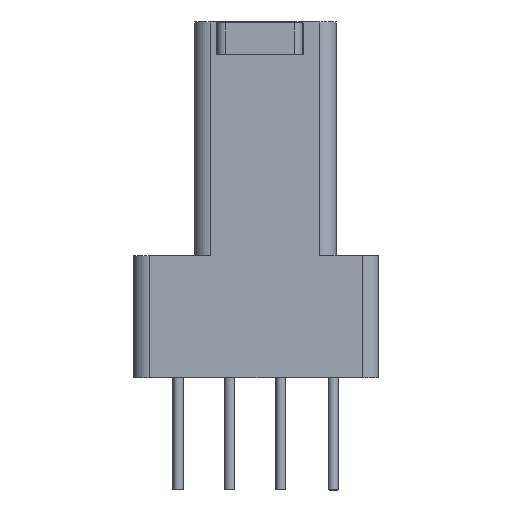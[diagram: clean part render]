
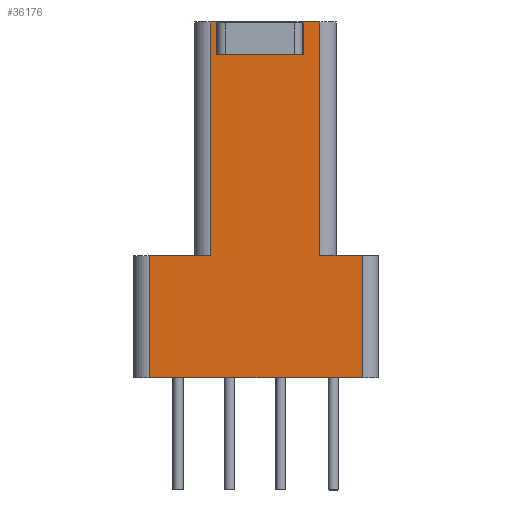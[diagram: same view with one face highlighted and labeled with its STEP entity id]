
A CAD part, left-side view. The second image highlights one B-rep face of the part: STEP entity #36176.
In plain terms, the highlighted planar face has unit normal (-1, 0, 0).
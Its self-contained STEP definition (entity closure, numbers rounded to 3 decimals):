
#15 = EDGE_CURVE ( 'NONE', #25477, #18128, #15545, .T. ) ;
#3538 = CARTESIAN_POINT ( 'NONE',  ( -9.26, 1.74, 5.74 ) ) ;
#3939 = DIRECTION ( 'NONE',  ( 0., 0., -1. ) ) ;
#4110 = CARTESIAN_POINT ( 'NONE',  ( -9.26, 2.84, -3. ) ) ;
#6950 = VERTEX_POINT ( 'NONE', #30464 ) ;
#7258 = EDGE_CURVE ( 'NONE', #17512, #25477, #15325, .T. ) ;
#7349 = VECTOR ( 'NONE', #33848, 1000. ) ;
#7733 = DIRECTION ( 'NONE',  ( 0., 1., 0. ) ) ;
#7777 = DIRECTION ( 'NONE',  ( 0., -1., 0. ) ) ;
#8577 = EDGE_CURVE ( 'NONE', #23405, #6950, #42127, .T. ) ;
#9166 = CARTESIAN_POINT ( 'NONE',  ( -9.26, 1.34, 5.74 ) ) ;
#9388 = ORIENTED_EDGE ( 'NONE', *, *, #23877, .T. ) ;
#9657 = DIRECTION ( 'NONE',  ( 0., 0., -1. ) ) ;
#10124 = EDGE_CURVE ( 'NONE', #17512, #19918, #17571, .T. ) ;
#10803 = CARTESIAN_POINT ( 'NONE',  ( -9.26, -0.93, 4.94 ) ) ;
#10933 = VERTEX_POINT ( 'NONE', #4110 ) ;
#11125 = VECTOR ( 'NONE', #9657, 1000. ) ;
#11394 = VECTOR ( 'NONE', #15853, 1000. ) ;
#11686 = CARTESIAN_POINT ( 'NONE',  ( -9.26, 2.84, 0. ) ) ;
#11909 = ORIENTED_EDGE ( 'NONE', *, *, #15, .F. ) ;
#11980 = EDGE_CURVE ( 'NONE', #20735, #19918, #16647, .T. ) ;
#12018 = VECTOR ( 'NONE', #7733, 1000. ) ;
#12115 = CARTESIAN_POINT ( 'NONE',  ( -9.26, -1.34, 5.74 ) ) ;
#12452 = PLANE ( 'NONE',  #26610 ) ;
#13596 = VECTOR ( 'NONE', #49213, 1000. ) ;
#14160 = ORIENTED_EDGE ( 'NONE', *, *, #10124, .T. ) ;
#14581 = LINE ( 'NONE', #3538, #13596 ) ;
#14791 = CARTESIAN_POINT ( 'NONE',  ( -9.26, 2.84, 0. ) ) ;
#14902 = CARTESIAN_POINT ( 'NONE',  ( -9.26, -0.93, 4.94 ) ) ;
#15325 = LINE ( 'NONE', #16744, #28950 ) ;
#15545 = LINE ( 'NONE', #10803, #47402 ) ;
#15853 = DIRECTION ( 'NONE',  ( 0., 0., 1. ) ) ;
#16647 = LINE ( 'NONE', #31957, #48281 ) ;
#16744 = CARTESIAN_POINT ( 'NONE',  ( -9.26, 1.21, 4.94 ) ) ;
#17512 = VERTEX_POINT ( 'NONE', #46817 ) ;
#17571 = LINE ( 'NONE', #25604, #35360 ) ;
#17757 = ORIENTED_EDGE ( 'NONE', *, *, #41941, .T. ) ;
#17992 = CARTESIAN_POINT ( 'NONE',  ( -9.26, -2.38, 0. ) ) ;
#18040 = LINE ( 'NONE', #37357, #7349 ) ;
#18128 = VERTEX_POINT ( 'NONE', #26174 ) ;
#18384 = VERTEX_POINT ( 'NONE', #37634 ) ;
#18587 = DIRECTION ( 'NONE',  ( 0., 0., 1. ) ) ;
#19050 = CARTESIAN_POINT ( 'NONE',  ( -9.26, 1.34, 5.74 ) ) ;
#19831 = ORIENTED_EDGE ( 'NONE', *, *, #7258, .F. ) ;
#19918 = VERTEX_POINT ( 'NONE', #30548 ) ;
#20169 = DIRECTION ( 'NONE',  ( 0., 1., 0. ) ) ;
#20735 = VERTEX_POINT ( 'NONE', #19050 ) ;
#21356 = CARTESIAN_POINT ( 'NONE',  ( -9.26, 2.84, 0. ) ) ;
#22621 = VECTOR ( 'NONE', #39744, 1000. ) ;
#23405 = VERTEX_POINT ( 'NONE', #17992 ) ;
#23672 = LINE ( 'NONE', #24165, #36951 ) ;
#23877 = EDGE_CURVE ( 'NONE', #6950, #41894, #41993, .T. ) ;
#23983 = LINE ( 'NONE', #9166, #11125 ) ;
#24165 = CARTESIAN_POINT ( 'NONE',  ( -9.26, 2.84, -3. ) ) ;
#24967 = LINE ( 'NONE', #48291, #22621 ) ;
#25477 = VERTEX_POINT ( 'NONE', #14902 ) ;
#25604 = CARTESIAN_POINT ( 'NONE',  ( -9.26, 1.21, 4.94 ) ) ;
#26174 = CARTESIAN_POINT ( 'NONE',  ( -9.26, -0.93, 5.74 ) ) ;
#26610 = AXIS2_PLACEMENT_3D ( 'NONE', #27292, #42591, #3939 ) ;
#26847 = VERTEX_POINT ( 'NONE', #28591 ) ;
#27292 = CARTESIAN_POINT ( 'NONE',  ( -9.26, 1.74, 5.74 ) ) ;
#28219 = DIRECTION ( 'NONE',  ( 0., -1., 0. ) ) ;
#28591 = CARTESIAN_POINT ( 'NONE',  ( -9.26, 1.34, 0. ) ) ;
#28950 = VECTOR ( 'NONE', #7777, 1000. ) ;
#29070 = ORIENTED_EDGE ( 'NONE', *, *, #36102, .T. ) ;
#30464 = CARTESIAN_POINT ( 'NONE',  ( -9.26, -1.34, 0. ) ) ;
#30548 = CARTESIAN_POINT ( 'NONE',  ( -9.26, 1.21, 5.74 ) ) ;
#31065 = VERTEX_POINT ( 'NONE', #11686 ) ;
#31201 = ORIENTED_EDGE ( 'NONE', *, *, #39602, .F. ) ;
#31957 = CARTESIAN_POINT ( 'NONE',  ( -9.26, 1.74, 5.74 ) ) ;
#32006 = ORIENTED_EDGE ( 'NONE', *, *, #43251, .F. ) ;
#33145 = ORIENTED_EDGE ( 'NONE', *, *, #11980, .F. ) ;
#33848 = DIRECTION ( 'NONE',  ( 0., 0., 1. ) ) ;
#34189 = EDGE_LOOP ( 'NONE', ( #19831, #14160, #33145, #46434, #17757, #32006, #34911, #29070, #49182, #9388, #31201, #11909 ) ) ;
#34262 = EDGE_CURVE ( 'NONE', #18384, #10933, #23672, .T. ) ;
#34299 = DIRECTION ( 'NONE',  ( 0., 0., 1. ) ) ;
#34911 = ORIENTED_EDGE ( 'NONE', *, *, #34262, .F. ) ;
#35360 = VECTOR ( 'NONE', #34299, 1000. ) ;
#36102 = EDGE_CURVE ( 'NONE', #18384, #23405, #18040, .T. ) ;
#36176 = ADVANCED_FACE ( 'NONE', ( #38585 ), #12452, .F. ) ;
#36951 = VECTOR ( 'NONE', #46000, 1000. ) ;
#37357 = CARTESIAN_POINT ( 'NONE',  ( -9.26, -2.38, -3. ) ) ;
#37634 = CARTESIAN_POINT ( 'NONE',  ( -9.26, -2.38, -3. ) ) ;
#38585 = FACE_OUTER_BOUND ( 'NONE', #34189, .T. ) ;
#38714 = CARTESIAN_POINT ( 'NONE',  ( -9.26, -1.34, 5.74 ) ) ;
#39602 = EDGE_CURVE ( 'NONE', #18128, #41894, #14581, .T. ) ;
#39744 = DIRECTION ( 'NONE',  ( 0., 0., 1. ) ) ;
#40151 = LINE ( 'NONE', #21356, #45722 ) ;
#41894 = VERTEX_POINT ( 'NONE', #12115 ) ;
#41941 = EDGE_CURVE ( 'NONE', #26847, #31065, #40151, .T. ) ;
#41993 = LINE ( 'NONE', #38714, #11394 ) ;
#42127 = LINE ( 'NONE', #14791, #12018 ) ;
#42591 = DIRECTION ( 'NONE',  ( 1., 0., 0. ) ) ;
#43251 = EDGE_CURVE ( 'NONE', #10933, #31065, #24967, .T. ) ;
#45722 = VECTOR ( 'NONE', #20169, 1000. ) ;
#46000 = DIRECTION ( 'NONE',  ( 0., 1., 0. ) ) ;
#46434 = ORIENTED_EDGE ( 'NONE', *, *, #46848, .T. ) ;
#46817 = CARTESIAN_POINT ( 'NONE',  ( -9.26, 1.21, 4.94 ) ) ;
#46848 = EDGE_CURVE ( 'NONE', #20735, #26847, #23983, .T. ) ;
#47402 = VECTOR ( 'NONE', #18587, 1000. ) ;
#48281 = VECTOR ( 'NONE', #28219, 1000. ) ;
#48291 = CARTESIAN_POINT ( 'NONE',  ( -9.26, 2.84, -3. ) ) ;
#49182 = ORIENTED_EDGE ( 'NONE', *, *, #8577, .T. ) ;
#49213 = DIRECTION ( 'NONE',  ( 0., -1., 0. ) ) ;
